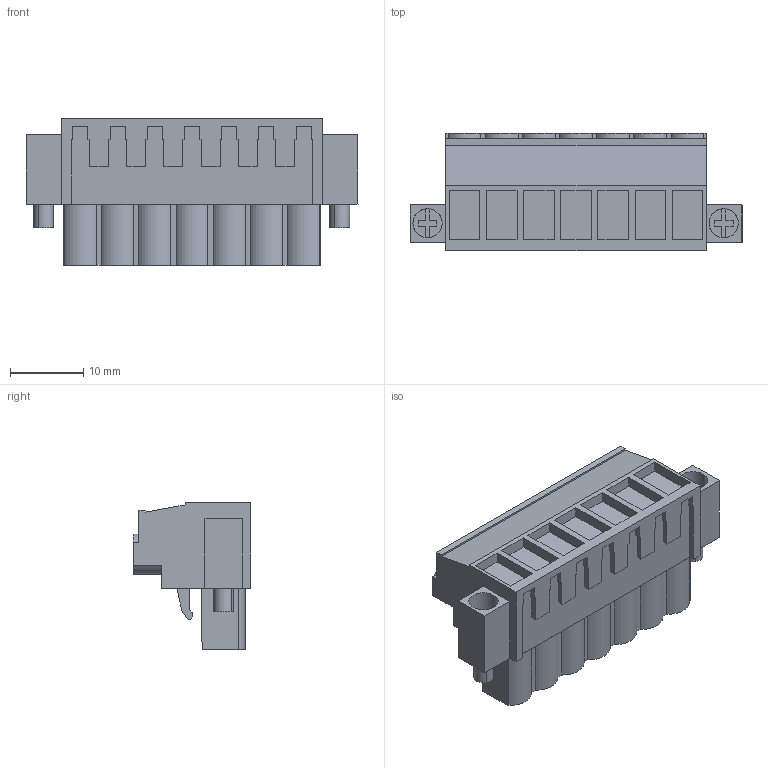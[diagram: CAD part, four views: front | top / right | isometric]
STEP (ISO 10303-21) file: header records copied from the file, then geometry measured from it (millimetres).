
FILE_DESCRIPTION(('CATIA V5 STEP','CAx-IF Rec.Pracs.--- Model Styling and Organization---1.2---2011-12-15'),'2;1');
FILE_NAME ('D1459939_0_1944380000_1944380000.stp','2017-05-22T12:33:43+00:00',('none'),('Weidmueller'),'CATIA Version 5-6 Release 2014','CATIA V5 STEP AP214','none');
FILE_SCHEMA(('AUTOMOTIVE_DESIGN { 1 0 10303 214 1 1 1 1 }'));
Length unit declared in the file: millimetre
Products named in the file (1): 1944380000
Bounding box: 45.36 x 16.1 x 20.05 mm (x, y, z)
Volume: 7054.9 mm3; surface area: 5121.4 mm2
Topology: 10 solids, 10 shells, 548 faces, 1527 edges, 1032 vertices
Faces by surface type: plane 461, cylinder 87
Entity records: 16740 total; most frequent: CARTESIAN_POINT 3216, ORIENTED_EDGE 3054, DIRECTION 2302, EDGE_CURVE 1527, VECTOR 1317, LINE 1317, VERTEX_POINT 1032, EDGE_LOOP 585
